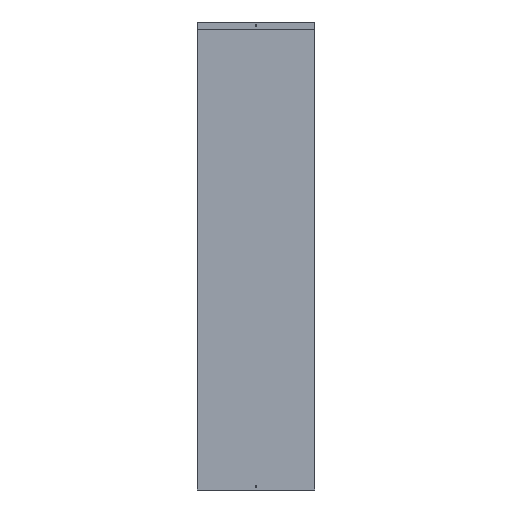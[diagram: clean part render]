
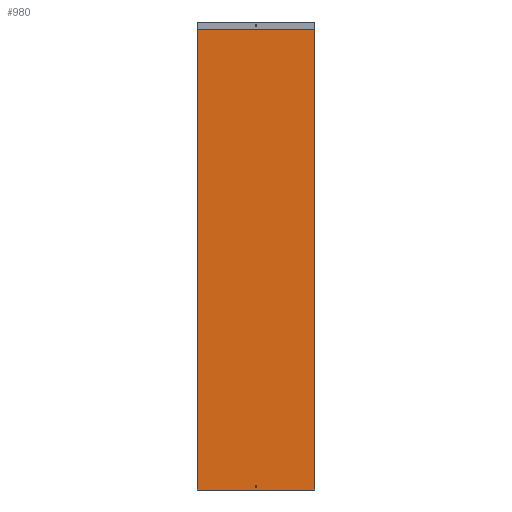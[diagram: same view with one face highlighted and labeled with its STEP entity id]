
A CAD part, front view. The second image highlights one B-rep face of the part: STEP entity #980.
In plain terms, the highlighted planar face has unit normal (0, -1, 0).
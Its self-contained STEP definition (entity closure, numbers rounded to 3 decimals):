
#10 = EDGE_LOOP ( 'NONE', ( #1010, #1013, #1009, #1008 ) ) ;
#37 = LINE ( 'NONE', #1275, #47 ) ;
#47 = VECTOR ( 'NONE', #1269, 1000. ) ;
#67 = CIRCLE ( 'NONE', #399, 3.5 ) ;
#74 = LINE ( 'NONE', #1228, #76 ) ;
#76 = VECTOR ( 'NONE', #1220, 1000. ) ;
#83 = LINE ( 'NONE', #1212, #86 ) ;
#86 = VECTOR ( 'NONE', #1210, 1000. ) ;
#166 = CARTESIAN_POINT ( 'NONE',  ( 250., 0., 1968. ) ) ;
#182 = CARTESIAN_POINT ( 'NONE',  ( 250., 0., 0. ) ) ;
#197 = CARTESIAN_POINT ( 'NONE',  ( -250., 0., 1968. ) ) ;
#238 = CARTESIAN_POINT ( 'NONE',  ( -250., 0., 0. ) ) ;
#280 = DIRECTION ( 'NONE',  ( 0., 0., -1. ) ) ;
#283 = CARTESIAN_POINT ( 'NONE',  ( -250., 0., 1969. ) ) ;
#353 = AXIS2_PLACEMENT_3D ( 'NONE', #837, #831, #830 ) ;
#399 = AXIS2_PLACEMENT_3D ( 'NONE', #1226, #1225, #1224 ) ;
#424 = EDGE_CURVE ( 'NONE', #752, #742, #37, .T. ) ;
#439 = EDGE_CURVE ( 'NONE', #638, #638, #67, .T. ) ;
#441 = EDGE_CURVE ( 'NONE', #730, #752, #74, .T. ) ;
#445 = EDGE_CURVE ( 'NONE', #710, #742, #83, .T. ) ;
#513 = EDGE_CURVE ( 'NONE', #730, #710, #572, .T. ) ;
#572 = LINE ( 'NONE', #283, #575 ) ;
#575 = VECTOR ( 'NONE', #280, 1000. ) ;
#623 = FACE_BOUND ( 'NONE', #773, .T. ) ;
#626 = FACE_OUTER_BOUND ( 'NONE', #10, .T. ) ;
#638 = VERTEX_POINT ( 'NONE', #1290 ) ;
#710 = VERTEX_POINT ( 'NONE', #238 ) ;
#730 = VERTEX_POINT ( 'NONE', #197 ) ;
#742 = VERTEX_POINT ( 'NONE', #182 ) ;
#752 = VERTEX_POINT ( 'NONE', #166 ) ;
#773 = EDGE_LOOP ( 'NONE', ( #1011 ) ) ;
#830 = DIRECTION ( 'NONE',  ( 0., 0., 1. ) ) ;
#831 = DIRECTION ( 'NONE',  ( 0., 1., 0. ) ) ;
#837 = CARTESIAN_POINT ( 'NONE',  ( -250., 0., 1969. ) ) ;
#838 = PLANE ( 'NONE',  #353 ) ;
#980 = ADVANCED_FACE ( 'NONE', ( #623, #626 ), #838, .F. ) ;
#1008 = ORIENTED_EDGE ( 'NONE', *, *, #445, .T. ) ;
#1009 = ORIENTED_EDGE ( 'NONE', *, *, #513, .T. ) ;
#1010 = ORIENTED_EDGE ( 'NONE', *, *, #424, .F. ) ;
#1011 = ORIENTED_EDGE ( 'NONE', *, *, #439, .F. ) ;
#1013 = ORIENTED_EDGE ( 'NONE', *, *, #441, .F. ) ;
#1210 = DIRECTION ( 'NONE',  ( 1., 0., 0. ) ) ;
#1212 = CARTESIAN_POINT ( 'NONE',  ( -250., 0., 0. ) ) ;
#1220 = DIRECTION ( 'NONE',  ( 1., 0., 0. ) ) ;
#1224 = DIRECTION ( 'NONE',  ( 0., 0., 1. ) ) ;
#1225 = DIRECTION ( 'NONE',  ( 0., -1., 0. ) ) ;
#1226 = CARTESIAN_POINT ( 'NONE',  ( 0., 0., 15. ) ) ;
#1228 = CARTESIAN_POINT ( 'NONE',  ( -250., 0., 1968. ) ) ;
#1269 = DIRECTION ( 'NONE',  ( 0., 0., -1. ) ) ;
#1275 = CARTESIAN_POINT ( 'NONE',  ( 250., 0., 1969. ) ) ;
#1290 = CARTESIAN_POINT ( 'NONE',  ( 0., 0., 18.5 ) ) ;
